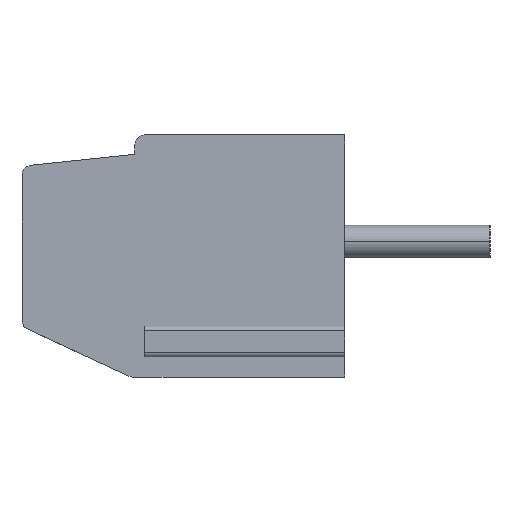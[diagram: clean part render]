
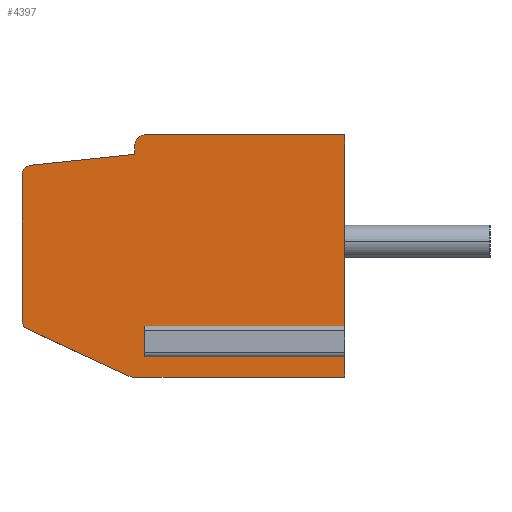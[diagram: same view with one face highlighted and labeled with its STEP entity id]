
A CAD part, left-side view. The second image highlights one B-rep face of the part: STEP entity #4397.
In plain terms, the highlighted planar face has unit normal (-1, 0, 0).
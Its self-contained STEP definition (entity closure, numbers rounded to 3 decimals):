
#99 = CARTESIAN_POINT ( 'NONE',  ( -5., 0., -2.35 ) ) ;
#331 = CARTESIAN_POINT ( 'NONE',  ( -5., 9.7, -1.988 ) ) ;
#418 = VERTEX_POINT ( 'NONE', #2297 ) ;
#431 = LINE ( 'NONE', #4223, #9992 ) ;
#455 = EDGE_CURVE ( 'NONE', #3833, #5449, #5573, .T. ) ;
#461 = EDGE_CURVE ( 'NONE', #8426, #1697, #4405, .T. ) ;
#516 = DIRECTION ( 'NONE',  ( 0., -1., 0. ) ) ;
#534 = CARTESIAN_POINT ( 'NONE',  ( -5., 10., -1.988 ) ) ;
#559 = AXIS2_PLACEMENT_3D ( 'NONE', #11785, #6278, #713 ) ;
#637 = CARTESIAN_POINT ( 'NONE',  ( -5., 6.2, -2.35 ) ) ;
#713 = DIRECTION ( 'NONE',  ( 0., 0., 1. ) ) ;
#741 = ORIENTED_EDGE ( 'NONE', *, *, #4358, .F. ) ;
#843 = DIRECTION ( 'NONE',  ( 0., -1., 0. ) ) ;
#864 = CARTESIAN_POINT ( 'NONE',  ( -5., 9.827, -2.26 ) ) ;
#929 = ORIENTED_EDGE ( 'NONE', *, *, #11450, .F. ) ;
#954 = CARTESIAN_POINT ( 'NONE',  ( -5., 6.565, -3.45 ) ) ;
#1027 = CIRCLE ( 'NONE', #11745, 0.3 ) ;
#1057 = LINE ( 'NONE', #11252, #8158 ) ;
#1072 = ORIENTED_EDGE ( 'NONE', *, *, #7263, .F. ) ;
#1119 = VERTEX_POINT ( 'NONE', #637 ) ;
#1151 = VECTOR ( 'NONE', #10696, 1000. ) ;
#1198 = AXIS2_PLACEMENT_3D ( 'NONE', #10879, #5371, #11818 ) ;
#1256 = CARTESIAN_POINT ( 'NONE',  ( -5., 0., -3.75 ) ) ;
#1257 = DIRECTION ( 'NONE',  ( 0., 0., -1. ) ) ;
#1449 = VERTEX_POINT ( 'NONE', #3482 ) ;
#1652 = CARTESIAN_POINT ( 'NONE',  ( -5., 6.2, 3.75 ) ) ;
#1697 = VERTEX_POINT ( 'NONE', #6260 ) ;
#1739 = EDGE_CURVE ( 'NONE', #1812, #9069, #9666, .T. ) ;
#1812 = VERTEX_POINT ( 'NONE', #11683 ) ;
#1830 = ORIENTED_EDGE ( 'NONE', *, *, #4322, .F. ) ;
#1882 = EDGE_CURVE ( 'NONE', #2691, #3943, #9516, .T. ) ;
#1907 = DIRECTION ( 'NONE',  ( 0., 0., -1. ) ) ;
#1992 = CARTESIAN_POINT ( 'NONE',  ( -5., 0., 3.75 ) ) ;
#2049 = CARTESIAN_POINT ( 'NONE',  ( -5., 6.2, 3.45 ) ) ;
#2075 = DIRECTION ( 'NONE',  ( 0., 0., -1. ) ) ;
#2081 = FACE_OUTER_BOUND ( 'NONE', #8463, .T. ) ;
#2148 = VECTOR ( 'NONE', #5891, 1000. ) ;
#2297 = CARTESIAN_POINT ( 'NONE',  ( -5., 9.731, 2.81 ) ) ;
#2309 = VECTOR ( 'NONE', #6370, 1000. ) ;
#2441 = ORIENTED_EDGE ( 'NONE', *, *, #461, .F. ) ;
#2542 = ORIENTED_EDGE ( 'NONE', *, *, #2970, .F. ) ;
#2601 = VECTOR ( 'NONE', #11392, 1000. ) ;
#2608 = LINE ( 'NONE', #5431, #2309 ) ;
#2653 = CARTESIAN_POINT ( 'NONE',  ( -5., 0., -2.95 ) ) ;
#2691 = VERTEX_POINT ( 'NONE', #2653 ) ;
#2970 = EDGE_CURVE ( 'NONE', #3943, #4470, #3322, .T. ) ;
#2993 = DIRECTION ( 'NONE',  ( 0., 0., -1. ) ) ;
#3198 = EDGE_CURVE ( 'NONE', #1119, #11773, #5503, .T. ) ;
#3322 = LINE ( 'NONE', #1256, #7953 ) ;
#3482 = CARTESIAN_POINT ( 'NONE',  ( -5., 6.2, -2.95 ) ) ;
#3833 = VERTEX_POINT ( 'NONE', #7681 ) ;
#3943 = VERTEX_POINT ( 'NONE', #6004 ) ;
#3948 = CARTESIAN_POINT ( 'NONE',  ( -5., 6.2, 0. ) ) ;
#3990 = PLANE ( 'NONE',  #10632 ) ;
#4047 = EDGE_CURVE ( 'NONE', #1697, #418, #5607, .T. ) ;
#4223 = CARTESIAN_POINT ( 'NONE',  ( -5., 6.2, -2.95 ) ) ;
#4246 = CARTESIAN_POINT ( 'NONE',  ( -5., 9.731, 2.81 ) ) ;
#4322 = EDGE_CURVE ( 'NONE', #6641, #9758, #1057, .T. ) ;
#4358 = EDGE_CURVE ( 'NONE', #1119, #1449, #7307, .T. ) ;
#4397 = ADVANCED_FACE ( 'NONE', ( #2081 ), #3990, .F. ) ;
#4405 = LINE ( 'NONE', #6574, #9303 ) ;
#4470 = VERTEX_POINT ( 'NONE', #5075 ) ;
#4598 = ORIENTED_EDGE ( 'NONE', *, *, #1739, .F. ) ;
#4904 = CIRCLE ( 'NONE', #7059, 0.3 ) ;
#5075 = CARTESIAN_POINT ( 'NONE',  ( -5., 6.565, -3.75 ) ) ;
#5148 = ORIENTED_EDGE ( 'NONE', *, *, #11625, .F. ) ;
#5180 = CARTESIAN_POINT ( 'NONE',  ( -5., 6.691, -3.722 ) ) ;
#5371 = DIRECTION ( 'NONE',  ( 1., 0., 0. ) ) ;
#5431 = CARTESIAN_POINT ( 'NONE',  ( -5., 0., 3.75 ) ) ;
#5449 = VERTEX_POINT ( 'NONE', #1992 ) ;
#5503 = LINE ( 'NONE', #11923, #10116 ) ;
#5573 = LINE ( 'NONE', #1652, #8011 ) ;
#5607 = CIRCLE ( 'NONE', #559, 0.3 ) ;
#5615 = ORIENTED_EDGE ( 'NONE', *, *, #1882, .F. ) ;
#5713 = ORIENTED_EDGE ( 'NONE', *, *, #3198, .T. ) ;
#5764 = DIRECTION ( 'NONE',  ( 0., -1., 0. ) ) ;
#5891 = DIRECTION ( 'NONE',  ( 0., 0., -1. ) ) ;
#6004 = CARTESIAN_POINT ( 'NONE',  ( -5., 0., -3.75 ) ) ;
#6260 = CARTESIAN_POINT ( 'NONE',  ( -5., 10., 2.512 ) ) ;
#6278 = DIRECTION ( 'NONE',  ( 1., 0., 0. ) ) ;
#6370 = DIRECTION ( 'NONE',  ( 0., 0., -1. ) ) ;
#6574 = CARTESIAN_POINT ( 'NONE',  ( -5., 10., -1.988 ) ) ;
#6641 = VERTEX_POINT ( 'NONE', #5180 ) ;
#6826 = DIRECTION ( 'NONE',  ( 1., 0., 0. ) ) ;
#6963 = CIRCLE ( 'NONE', #1198, 0.3 ) ;
#7059 = AXIS2_PLACEMENT_3D ( 'NONE', #2049, #8509, #2993 ) ;
#7259 = LINE ( 'NONE', #4246, #1151 ) ;
#7263 = EDGE_CURVE ( 'NONE', #9758, #8426, #6963, .T. ) ;
#7307 = LINE ( 'NONE', #3948, #9447 ) ;
#7457 = DIRECTION ( 'NONE',  ( 1., 0., 0. ) ) ;
#7584 = DIRECTION ( 'NONE',  ( 0., 0.906, 0.423 ) ) ;
#7681 = CARTESIAN_POINT ( 'NONE',  ( -5., 6.2, 3.75 ) ) ;
#7784 = CARTESIAN_POINT ( 'NONE',  ( -5., 6.5, 3.15 ) ) ;
#7953 = VECTOR ( 'NONE', #8660, 1000. ) ;
#8011 = VECTOR ( 'NONE', #5764, 1000. ) ;
#8087 = CARTESIAN_POINT ( 'NONE',  ( -5., 0., 3.75 ) ) ;
#8158 = VECTOR ( 'NONE', #7584, 1000. ) ;
#8426 = VERTEX_POINT ( 'NONE', #534 ) ;
#8463 = EDGE_LOOP ( 'NONE', ( #929, #741, #5713, #5148, #11508, #9024, #4598, #11085, #11656, #2441, #1072, #1830, #8670, #2542, #5615 ) ) ;
#8509 = DIRECTION ( 'NONE',  ( 1., 0., 0. ) ) ;
#8660 = DIRECTION ( 'NONE',  ( 0., 1., 0. ) ) ;
#8670 = ORIENTED_EDGE ( 'NONE', *, *, #9225, .F. ) ;
#8931 = DIRECTION ( 'NONE',  ( 0., 0., 1. ) ) ;
#9024 = ORIENTED_EDGE ( 'NONE', *, *, #10155, .F. ) ;
#9069 = VERTEX_POINT ( 'NONE', #11725 ) ;
#9225 = EDGE_CURVE ( 'NONE', #4470, #6641, #1027, .T. ) ;
#9303 = VECTOR ( 'NONE', #8931, 1000. ) ;
#9447 = VECTOR ( 'NONE', #2075, 1000. ) ;
#9516 = LINE ( 'NONE', #8087, #2148 ) ;
#9556 = EDGE_CURVE ( 'NONE', #418, #1812, #7259, .T. ) ;
#9666 = LINE ( 'NONE', #7784, #2601 ) ;
#9758 = VERTEX_POINT ( 'NONE', #864 ) ;
#9992 = VECTOR ( 'NONE', #516, 1000. ) ;
#10116 = VECTOR ( 'NONE', #843, 1000. ) ;
#10155 = EDGE_CURVE ( 'NONE', #9069, #3833, #4904, .T. ) ;
#10632 = AXIS2_PLACEMENT_3D ( 'NONE', #331, #6826, #1257 ) ;
#10696 = DIRECTION ( 'NONE',  ( 0., -0.995, 0.105 ) ) ;
#10879 = CARTESIAN_POINT ( 'NONE',  ( -5., 9.7, -1.988 ) ) ;
#11085 = ORIENTED_EDGE ( 'NONE', *, *, #9556, .F. ) ;
#11252 = CARTESIAN_POINT ( 'NONE',  ( -5., 6.691, -3.722 ) ) ;
#11392 = DIRECTION ( 'NONE',  ( 0., 0., 1. ) ) ;
#11450 = EDGE_CURVE ( 'NONE', #1449, #2691, #431, .T. ) ;
#11508 = ORIENTED_EDGE ( 'NONE', *, *, #455, .F. ) ;
#11625 = EDGE_CURVE ( 'NONE', #5449, #11773, #2608, .T. ) ;
#11656 = ORIENTED_EDGE ( 'NONE', *, *, #4047, .F. ) ;
#11683 = CARTESIAN_POINT ( 'NONE',  ( -5., 6.5, 3.15 ) ) ;
#11725 = CARTESIAN_POINT ( 'NONE',  ( -5., 6.5, 3.45 ) ) ;
#11745 = AXIS2_PLACEMENT_3D ( 'NONE', #954, #7457, #1907 ) ;
#11773 = VERTEX_POINT ( 'NONE', #99 ) ;
#11785 = CARTESIAN_POINT ( 'NONE',  ( -5., 9.7, 2.512 ) ) ;
#11818 = DIRECTION ( 'NONE',  ( 0., 0., -1. ) ) ;
#11923 = CARTESIAN_POINT ( 'NONE',  ( -5., 6.2, -2.35 ) ) ;
